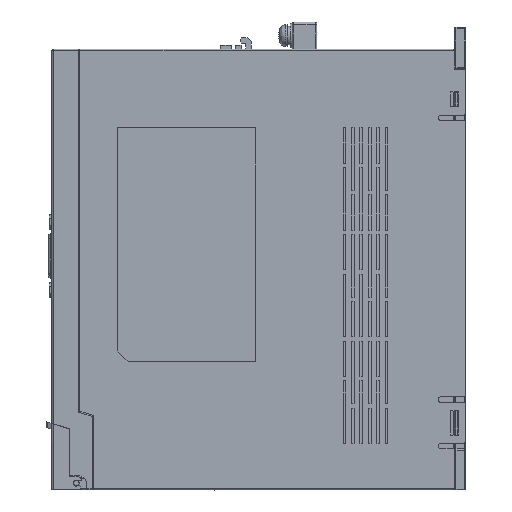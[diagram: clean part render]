
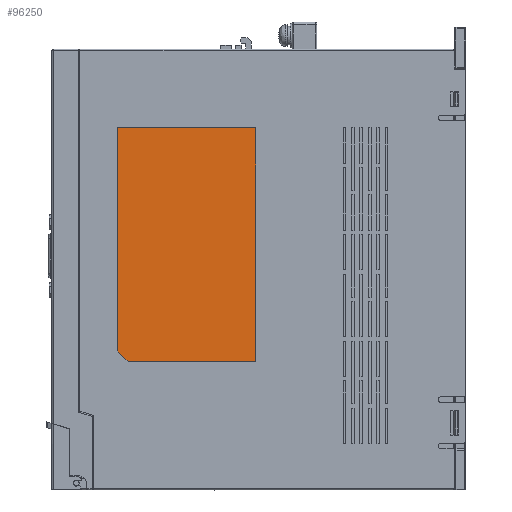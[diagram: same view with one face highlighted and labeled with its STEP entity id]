
A CAD part, left-side view. The second image highlights one B-rep face of the part: STEP entity #96250.
In plain terms, the highlighted planar face has unit normal (-1, 0, 0).
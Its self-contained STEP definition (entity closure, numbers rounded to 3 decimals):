
#24759=DIRECTION('',(0.,0.707,0.707));
#24760=VECTOR('',#24759,5.657);
#24761=CARTESIAN_POINT('',(-17.2,49.,-114.9));
#24762=LINE('',#24761,#24760);
#24763=DIRECTION('',(0.,0.,1.));
#24764=VECTOR('',#24763,82.);
#24765=CARTESIAN_POINT('',(-17.2,53.,-110.9));
#24766=LINE('',#24765,#24764);
#24767=DIRECTION('',(0.,0.,1.));
#24768=VECTOR('',#24767,86.);
#24769=CARTESIAN_POINT('',(-17.2,2.,-114.9));
#24770=LINE('',#24769,#24768);
#24775=DIRECTION('',(0.,1.,0.));
#24776=VECTOR('',#24775,51.);
#24777=CARTESIAN_POINT('',(-17.2,2.,-28.9));
#24778=LINE('',#24777,#24776);
#24791=DIRECTION('',(0.,-1.,0.));
#24792=VECTOR('',#24791,47.);
#24793=CARTESIAN_POINT('',(-17.2,49.,-114.9));
#24794=LINE('',#24793,#24792);
#47929=CARTESIAN_POINT('',(-17.2,53.,-110.9));
#47930=CARTESIAN_POINT('',(-17.2,53.,-28.9));
#47931=VERTEX_POINT('',#47929);
#47932=VERTEX_POINT('',#47930);
#47933=CARTESIAN_POINT('',(-17.2,2.,-114.9));
#47934=CARTESIAN_POINT('',(-17.2,2.,-28.9));
#47935=VERTEX_POINT('',#47933);
#47936=VERTEX_POINT('',#47934);
#47937=CARTESIAN_POINT('',(-17.2,49.,-114.9));
#47938=VERTEX_POINT('',#47937);
#96234=CARTESIAN_POINT('',(-17.2,27.5,-71.9));
#96235=DIRECTION('',(1.,0.,0.));
#96236=DIRECTION('',(0.,-1.,0.));
#96237=AXIS2_PLACEMENT_3D('',#96234,#96235,#96236);
#96238=PLANE('',#96237);
#96240=ORIENTED_EDGE('',*,*,#96239,.F.);
#96242=ORIENTED_EDGE('',*,*,#96241,.F.);
#96244=ORIENTED_EDGE('',*,*,#96243,.T.);
#96245=ORIENTED_EDGE('',*,*,#96224,.T.);
#96247=ORIENTED_EDGE('',*,*,#96246,.F.);
#96248=EDGE_LOOP('',(#96240,#96242,#96244,#96245,#96247));
#96249=FACE_OUTER_BOUND('',#96248,.F.);
#96250=ADVANCED_FACE('',(#96249),#96238,.F.);
#96224=EDGE_CURVE('',#47931,#47932,#24766,.T.);
#96239=EDGE_CURVE('',#47935,#47936,#24770,.T.);
#96241=EDGE_CURVE('',#47938,#47935,#24794,.T.);
#96243=EDGE_CURVE('',#47938,#47931,#24762,.T.);
#96246=EDGE_CURVE('',#47936,#47932,#24778,.T.);
